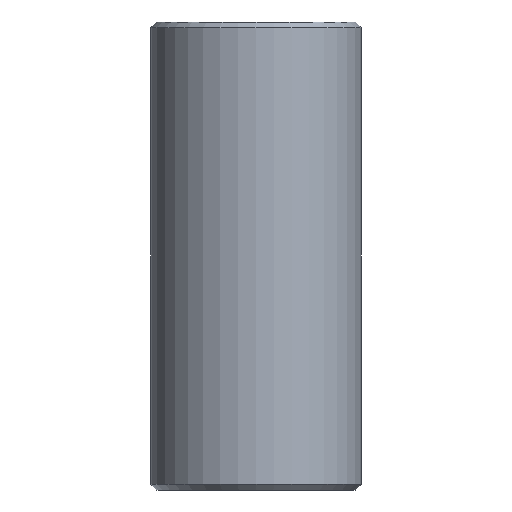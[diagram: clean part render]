
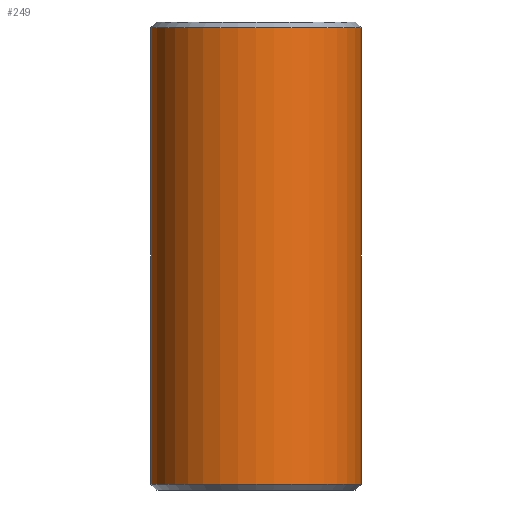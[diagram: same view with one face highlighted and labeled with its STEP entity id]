
A CAD part, front view. The second image highlights one B-rep face of the part: STEP entity #249.
In plain terms, the highlighted cylindrical face has radius 9 mm (diameter 18 mm), a partial arc.
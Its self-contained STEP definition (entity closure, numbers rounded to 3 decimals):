
#2 = EDGE_CURVE ( 'NONE', #316, #111, #124, .T. ) ;
#6 = EDGE_CURVE ( 'NONE', #137, #316, #31, .T. ) ;
#7 = CARTESIAN_POINT ( 'NONE',  ( -9., 0., 39.5 ) ) ;
#11 = AXIS2_PLACEMENT_3D ( 'NONE', #223, #168, #332 ) ;
#28 = ORIENTED_EDGE ( 'NONE', *, *, #278, .T. ) ;
#31 = LINE ( 'NONE', #62, #115 ) ;
#42 = DIRECTION ( 'NONE',  ( 0., 0., -1. ) ) ;
#52 = EDGE_CURVE ( 'NONE', #263, #111, #122, .T. ) ;
#62 = CARTESIAN_POINT ( 'NONE',  ( -9., 0., 40. ) ) ;
#86 = DIRECTION ( 'NONE',  ( 0., 0., -1. ) ) ;
#102 = ORIENTED_EDGE ( 'NONE', *, *, #52, .F. ) ;
#103 = VECTOR ( 'NONE', #199, 1000. ) ;
#111 = VERTEX_POINT ( 'NONE', #162 ) ;
#115 = VECTOR ( 'NONE', #86, 1000. ) ;
#122 = LINE ( 'NONE', #248, #103 ) ;
#124 = CIRCLE ( 'NONE', #11, 9. ) ;
#127 = CYLINDRICAL_SURFACE ( 'NONE', #284, 9. ) ;
#136 = EDGE_LOOP ( 'NONE', ( #102, #28, #167, #314 ) ) ;
#137 = VERTEX_POINT ( 'NONE', #7 ) ;
#162 = CARTESIAN_POINT ( 'NONE',  ( 9., 0., 0.5 ) ) ;
#167 = ORIENTED_EDGE ( 'NONE', *, *, #6, .T. ) ;
#168 = DIRECTION ( 'NONE',  ( 0., 0., 1. ) ) ;
#199 = DIRECTION ( 'NONE',  ( 0., 0., -1. ) ) ;
#201 = DIRECTION ( 'NONE',  ( 0., 0., -1. ) ) ;
#202 = CARTESIAN_POINT ( 'NONE',  ( 0., 0., 39.5 ) ) ;
#223 = CARTESIAN_POINT ( 'NONE',  ( 0., 0., 0.5 ) ) ;
#229 = CARTESIAN_POINT ( 'NONE',  ( 9., 0., 39.5 ) ) ;
#232 = DIRECTION ( 'NONE',  ( 1., 0., 0. ) ) ;
#248 = CARTESIAN_POINT ( 'NONE',  ( 9., 0., 40. ) ) ;
#249 = ADVANCED_FACE ( 'NONE', ( #340 ), #127, .T. ) ;
#263 = VERTEX_POINT ( 'NONE', #229 ) ;
#277 = CARTESIAN_POINT ( 'NONE',  ( 0., 0., 40. ) ) ;
#278 = EDGE_CURVE ( 'NONE', #263, #137, #327, .T. ) ;
#282 = CARTESIAN_POINT ( 'NONE',  ( -9., 0., 0.5 ) ) ;
#284 = AXIS2_PLACEMENT_3D ( 'NONE', #277, #42, #307 ) ;
#307 = DIRECTION ( 'NONE',  ( -1., 0., 0. ) ) ;
#314 = ORIENTED_EDGE ( 'NONE', *, *, #2, .T. ) ;
#316 = VERTEX_POINT ( 'NONE', #282 ) ;
#322 = AXIS2_PLACEMENT_3D ( 'NONE', #202, #201, #232 ) ;
#327 = CIRCLE ( 'NONE', #322, 9. ) ;
#332 = DIRECTION ( 'NONE',  ( 1., 0., 0. ) ) ;
#340 = FACE_OUTER_BOUND ( 'NONE', #136, .T. ) ;
